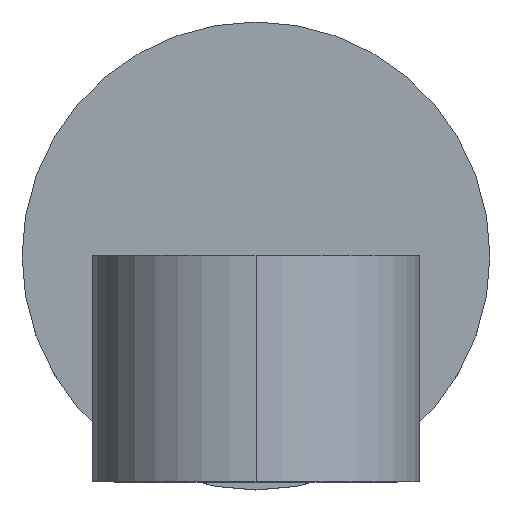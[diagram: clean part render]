
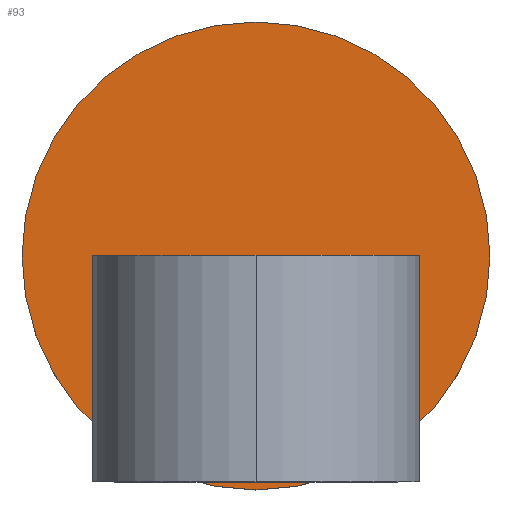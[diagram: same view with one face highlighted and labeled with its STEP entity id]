
A CAD part, top view. The second image highlights one B-rep face of the part: STEP entity #93.
In plain terms, the highlighted planar face has unit normal (0, 0, 1).
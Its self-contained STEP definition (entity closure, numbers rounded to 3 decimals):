
#5 = VERTEX_POINT ( 'NONE', #98 ) ;
#12 = VERTEX_POINT ( 'NONE', #122 ) ;
#13 = DIRECTION ( 'NONE',  ( 1., 0., 0. ) ) ;
#15 = DIRECTION ( 'NONE',  ( 0., 0., 1. ) ) ;
#18 = VECTOR ( 'NONE', #31, 1000. ) ;
#25 = VERTEX_POINT ( 'NONE', #218 ) ;
#26 = VECTOR ( 'NONE', #165, 1000. ) ;
#31 = DIRECTION ( 'NONE',  ( 0., 1., 0. ) ) ;
#35 = DIRECTION ( 'NONE',  ( -1., 0., 0. ) ) ;
#40 = EDGE_LOOP ( 'NONE', ( #164, #155 ) ) ;
#41 = LINE ( 'NONE', #235, #26 ) ;
#45 = EDGE_LOOP ( 'NONE', ( #190, #148, #81, #61 ) ) ;
#51 = CARTESIAN_POINT ( 'NONE',  ( 0., 0., 5. ) ) ;
#54 = AXIS2_PLACEMENT_3D ( 'NONE', #230, #252, #13 ) ;
#55 = DIRECTION ( 'NONE',  ( 0., 0., 1. ) ) ;
#61 = ORIENTED_EDGE ( 'NONE', *, *, #85, .F. ) ;
#67 = CARTESIAN_POINT ( 'NONE',  ( -6.403, -29., 5. ) ) ;
#71 = VERTEX_POINT ( 'NONE', #159 ) ;
#81 = ORIENTED_EDGE ( 'NONE', *, *, #182, .F. ) ;
#85 = EDGE_CURVE ( 'NONE', #25, #71, #198, .T. ) ;
#86 = DIRECTION ( 'NONE',  ( 0., -1., 0. ) ) ;
#88 = VERTEX_POINT ( 'NONE', #225 ) ;
#89 = CIRCLE ( 'NONE', #54, 30. ) ;
#93 = ADVANCED_FACE ( 'NONE', ( #193, #251 ), #128, .T. ) ;
#95 = DIRECTION ( 'NONE',  ( 1., 0., 0. ) ) ;
#98 = CARTESIAN_POINT ( 'NONE',  ( -30., 0., 5. ) ) ;
#103 = AXIS2_PLACEMENT_3D ( 'NONE', #185, #55, #95 ) ;
#112 = CARTESIAN_POINT ( 'NONE',  ( 6.403, -29., 5. ) ) ;
#117 = VECTOR ( 'NONE', #86, 1000. ) ;
#122 = CARTESIAN_POINT ( 'NONE',  ( -6.403, -29., 5. ) ) ;
#126 = CARTESIAN_POINT ( 'NONE',  ( 6.403, -29., 5. ) ) ;
#128 = PLANE ( 'NONE',  #138 ) ;
#138 = AXIS2_PLACEMENT_3D ( 'NONE', #226, #15, #248 ) ;
#148 = ORIENTED_EDGE ( 'NONE', *, *, #219, .T. ) ;
#153 = VECTOR ( 'NONE', #35, 1000. ) ;
#155 = ORIENTED_EDGE ( 'NONE', *, *, #239, .T. ) ;
#159 = CARTESIAN_POINT ( 'NONE',  ( -6.403, 0., 5. ) ) ;
#164 = ORIENTED_EDGE ( 'NONE', *, *, #188, .T. ) ;
#165 = DIRECTION ( 'NONE',  ( -1., 0., 0. ) ) ;
#170 = CIRCLE ( 'NONE', #103, 30. ) ;
#174 = VERTEX_POINT ( 'NONE', #112 ) ;
#179 = EDGE_CURVE ( 'NONE', #174, #25, #224, .T. ) ;
#182 = EDGE_CURVE ( 'NONE', #71, #12, #202, .T. ) ;
#185 = CARTESIAN_POINT ( 'NONE',  ( 0., 0., 5. ) ) ;
#188 = EDGE_CURVE ( 'NONE', #5, #88, #89, .T. ) ;
#190 = ORIENTED_EDGE ( 'NONE', *, *, #179, .F. ) ;
#193 = FACE_OUTER_BOUND ( 'NONE', #40, .T. ) ;
#198 = LINE ( 'NONE', #51, #153 ) ;
#202 = LINE ( 'NONE', #67, #117 ) ;
#218 = CARTESIAN_POINT ( 'NONE',  ( 6.403, 0., 5. ) ) ;
#219 = EDGE_CURVE ( 'NONE', #174, #12, #41, .T. ) ;
#224 = LINE ( 'NONE', #126, #18 ) ;
#225 = CARTESIAN_POINT ( 'NONE',  ( 30., 0., 5. ) ) ;
#226 = CARTESIAN_POINT ( 'NONE',  ( 0., 0., 5. ) ) ;
#230 = CARTESIAN_POINT ( 'NONE',  ( 0., 0., 5. ) ) ;
#235 = CARTESIAN_POINT ( 'NONE',  ( 0., -29., 5. ) ) ;
#239 = EDGE_CURVE ( 'NONE', #88, #5, #170, .T. ) ;
#248 = DIRECTION ( 'NONE',  ( 1., 0., 0. ) ) ;
#251 = FACE_BOUND ( 'NONE', #45, .T. ) ;
#252 = DIRECTION ( 'NONE',  ( 0., 0., 1. ) ) ;
